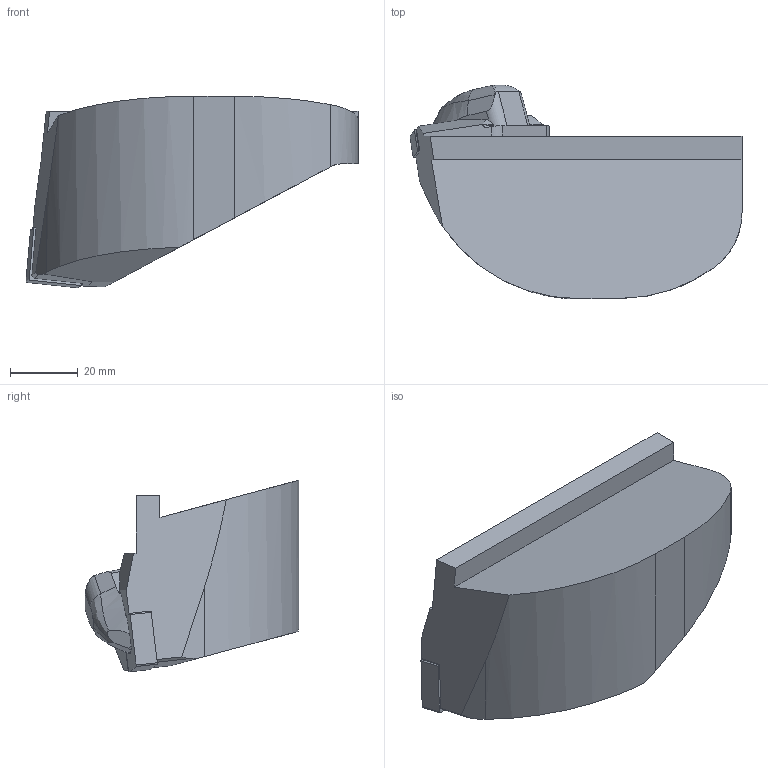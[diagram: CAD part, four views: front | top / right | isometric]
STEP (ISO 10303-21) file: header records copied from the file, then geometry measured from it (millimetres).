
FILE_DESCRIPTION(/* description */ (''),/* implementation_level */ '2;1');
FILE_NAME(/* name */ '1560775595902.stp',/* time_stamp */ '2019-06-17T14:46:39+02:00',/* author */ (''),/* organization */ ('SMS'),/* preprocessor_version */ 'ST-DEVELOPER v15',/* originating_system */ 'SIEMENS PLM Software NX 8.5',/* authorisation */ '');
FILE_SCHEMA (('AUTOMOTIVE_DESIGN { 1 0 10303 214 3 1 1 1 }'));
Length unit declared in the file: millimetre
Products named in the file (4): IsoTurningInsert; 202350752mod000_00; ASSEMBLY_CONSTRUCTION; 111151036mod000_01
Assembly tree (3 placements, depth 2):
  111151036mod000_01
    ASSEMBLY_CONSTRUCTION
    202350752mod000_00
    IsoTurningInsert
Bounding box: 98.06 x 63.1 x 56.58 mm (x, y, z)
Volume: 136193.9 mm3; surface area: 19617.3 mm2
Topology: 2 solids, 2 shells, 74 faces, 213 edges, 148 vertices
Faces by surface type: plane 46, cylinder 21, bspline 7
Full cylindrical faces by diameter (mm): 6.35 x2
Entity records: 2987 total; most frequent: CARTESIAN_POINT 955, ORIENTED_EDGE 420, DIRECTION 366, EDGE_CURVE 210, VERTEX_POINT 141, AXIS2_PLACEMENT_3D 124, LINE 118, VECTOR 118
